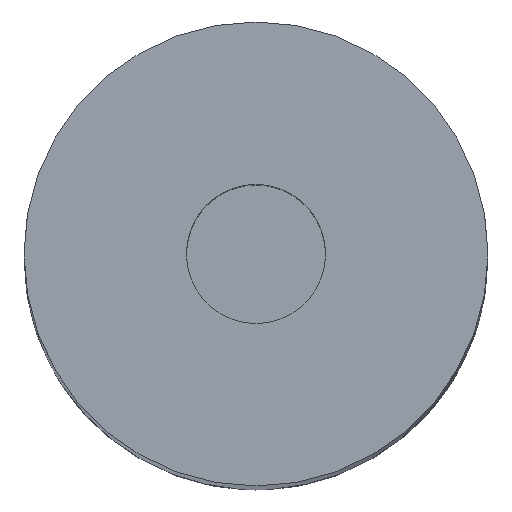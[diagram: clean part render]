
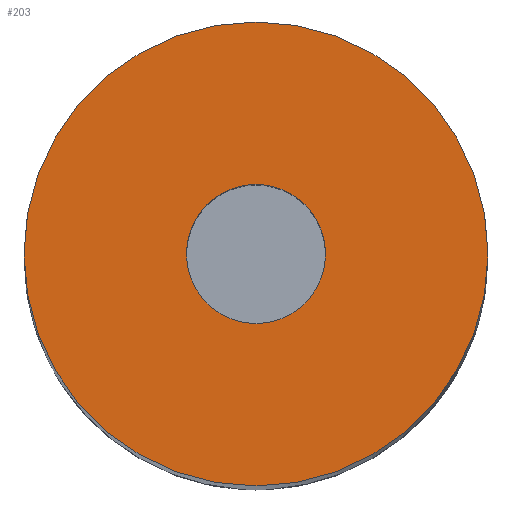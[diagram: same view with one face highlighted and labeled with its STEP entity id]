
A CAD part, top view. The second image highlights one B-rep face of the part: STEP entity #203.
In plain terms, the highlighted planar face has unit normal (0, 0, 1).
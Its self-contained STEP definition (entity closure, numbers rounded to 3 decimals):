
#8 = DIRECTION ( 'NONE',  ( -1., 0., 0. ) ) ;
#10 = CARTESIAN_POINT ( 'NONE',  ( 6., 0., 200. ) ) ;
#28 = EDGE_CURVE ( 'NONE', #492, #739, #394, .T. ) ;
#46 = AXIS2_PLACEMENT_3D ( 'NONE', #632, #639, #781 ) ;
#111 = AXIS2_PLACEMENT_3D ( 'NONE', #860, #498, #780 ) ;
#116 = DIRECTION ( 'NONE',  ( 1., 0., 0. ) ) ;
#148 = CARTESIAN_POINT ( 'NONE',  ( 20., 0., 200. ) ) ;
#161 = VERTEX_POINT ( 'NONE', #148 ) ;
#171 = AXIS2_PLACEMENT_3D ( 'NONE', #778, #417, #116 ) ;
#178 = EDGE_CURVE ( 'NONE', #359, #161, #459, .T. ) ;
#203 = ADVANCED_FACE ( 'NONE', ( #354, #861 ), #433, .F. ) ;
#208 = AXIS2_PLACEMENT_3D ( 'NONE', #843, #625, #277 ) ;
#227 = EDGE_LOOP ( 'NONE', ( #670, #389 ) ) ;
#277 = DIRECTION ( 'NONE',  ( 1., 0., 0. ) ) ;
#284 = CIRCLE ( 'NONE', #111, 20. ) ;
#296 = CARTESIAN_POINT ( 'NONE',  ( -6., 0., 200. ) ) ;
#354 = FACE_BOUND ( 'NONE', #378, .T. ) ;
#359 = VERTEX_POINT ( 'NONE', #667 ) ;
#378 = EDGE_LOOP ( 'NONE', ( #863, #543 ) ) ;
#389 = ORIENTED_EDGE ( 'NONE', *, *, #178, .T. ) ;
#394 = CIRCLE ( 'NONE', #171, 6. ) ;
#417 = DIRECTION ( 'NONE',  ( 0., 0., 1. ) ) ;
#433 = PLANE ( 'NONE',  #439 ) ;
#437 = EDGE_CURVE ( 'NONE', #161, #359, #284, .T. ) ;
#439 = AXIS2_PLACEMENT_3D ( 'NONE', #651, #645, #8 ) ;
#459 = CIRCLE ( 'NONE', #46, 20. ) ;
#492 = VERTEX_POINT ( 'NONE', #10 ) ;
#493 = CIRCLE ( 'NONE', #208, 6. ) ;
#498 = DIRECTION ( 'NONE',  ( 0., 0., 1. ) ) ;
#543 = ORIENTED_EDGE ( 'NONE', *, *, #793, .F. ) ;
#625 = DIRECTION ( 'NONE',  ( 0., 0., 1. ) ) ;
#632 = CARTESIAN_POINT ( 'NONE',  ( 0., 0., 200. ) ) ;
#639 = DIRECTION ( 'NONE',  ( 0., 0., 1. ) ) ;
#645 = DIRECTION ( 'NONE',  ( 0., 0., -1. ) ) ;
#651 = CARTESIAN_POINT ( 'NONE',  ( 20., 0., 200. ) ) ;
#667 = CARTESIAN_POINT ( 'NONE',  ( -20., 0., 200. ) ) ;
#670 = ORIENTED_EDGE ( 'NONE', *, *, #437, .T. ) ;
#739 = VERTEX_POINT ( 'NONE', #296 ) ;
#778 = CARTESIAN_POINT ( 'NONE',  ( 0., 0., 200. ) ) ;
#780 = DIRECTION ( 'NONE',  ( 1., 0., 0. ) ) ;
#781 = DIRECTION ( 'NONE',  ( 1., 0., 0. ) ) ;
#793 = EDGE_CURVE ( 'NONE', #739, #492, #493, .T. ) ;
#843 = CARTESIAN_POINT ( 'NONE',  ( 0., 0., 200. ) ) ;
#860 = CARTESIAN_POINT ( 'NONE',  ( 0., 0., 200. ) ) ;
#861 = FACE_OUTER_BOUND ( 'NONE', #227, .T. ) ;
#863 = ORIENTED_EDGE ( 'NONE', *, *, #28, .F. ) ;
